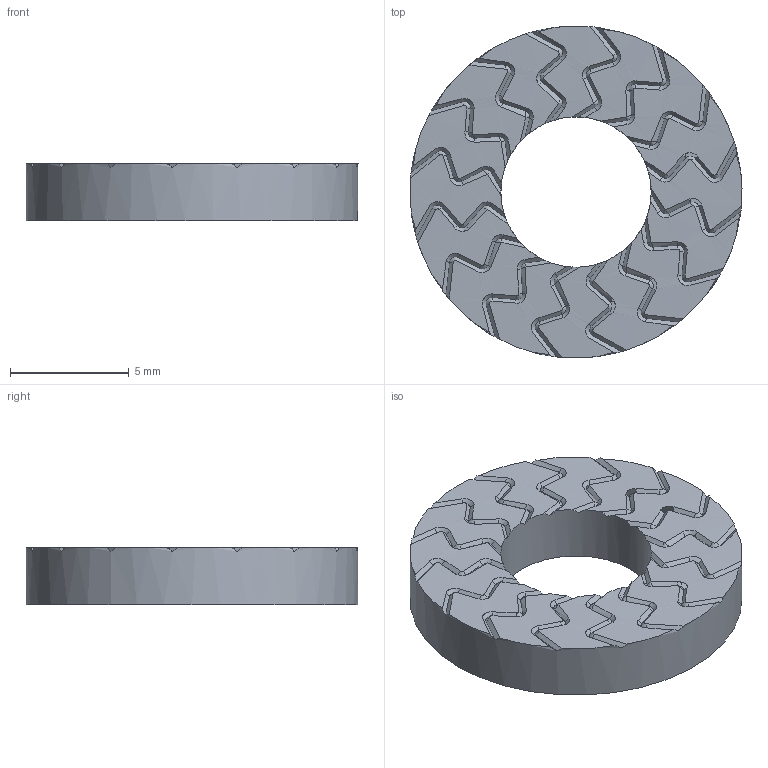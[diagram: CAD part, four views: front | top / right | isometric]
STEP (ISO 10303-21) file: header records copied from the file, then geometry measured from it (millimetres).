
FILE_DESCRIPTION(('STEP AP214'),'1');
FILE_NAME('070240_NSK L6_Federstahl_flach.stp','2024-10-17T11:24:22',(' '),(' '),'Spatial InterOp 3D',' ',' ');
FILE_SCHEMA(('AUTOMOTIVE_DESIGN { 1 0 10303 214 1 1 1 1 }'));
Length unit declared in the file: metre
Products named in the file (1): 1729164176
Bounding box: 14 x 14 x 2.41 mm (x, y, z)
Volume: 331.1 mm3; surface area: 425 mm2
Topology: 1 solids, 1 shells, 247 faces, 717 edges, 472 vertices
Faces by surface type: plane 146, bspline 96, torus 3, cylinder 2
Full cylindrical faces by diameter (mm): 6.34 x1, 14 x1
Entity records: 11847 total; most frequent: CARTESIAN_POINT 4416, ORIENTED_EDGE 1420, EDGE_CURVE 710, DIRECTION 684, VERTEX_POINT 470, B_SPLINE_CURVE_WITH_KNOTS 432, AXIS2_PLACEMENT_3D 254, EDGE_LOOP 254
